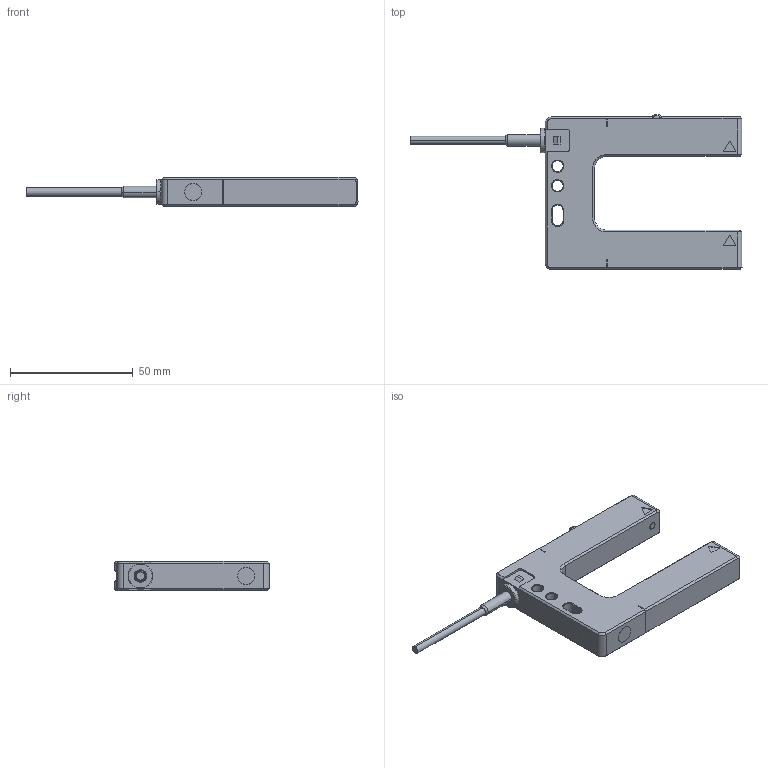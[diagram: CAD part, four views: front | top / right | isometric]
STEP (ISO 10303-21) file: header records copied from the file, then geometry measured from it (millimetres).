
FILE_DESCRIPTION((''),'2;1');
FILE_NAME('137650_SW','2007-12-26T',('banengservice'),('BANNER ENGINEERING'),'PRO/ENGINEER BY PARAMETRIC TECHNOLOGY CORPORATION, 2006170','PRO/ENGINEER BY PARAMETRIC TECHNOLOGY CORPORATION, 2006170','');
FILE_SCHEMA(('CONFIG_CONTROL_DESIGN'));
Length unit declared in the file: inch
Products named in the file (1): 137650_SW
Bounding box: 135 x 63 x 12 mm (x, y, z)
Volume: 25870.6 mm3; surface area: 24454.4 mm2
Topology: 2 solids, 2 shells, 1032 faces, 2729 edges, 1725 vertices
Faces by surface type: plane 568, cylinder 306, cone 126, torus 30, bspline 2
Entity records: 33606 total; most frequent: CARTESIAN_POINT 7639, ORIENTED_EDGE 5450, DIRECTION 5416, EDGE_CURVE 2725, AXIS2_PLACEMENT_3D 1814, VECTOR 1788, LINE 1788, VERTEX_POINT 1725
